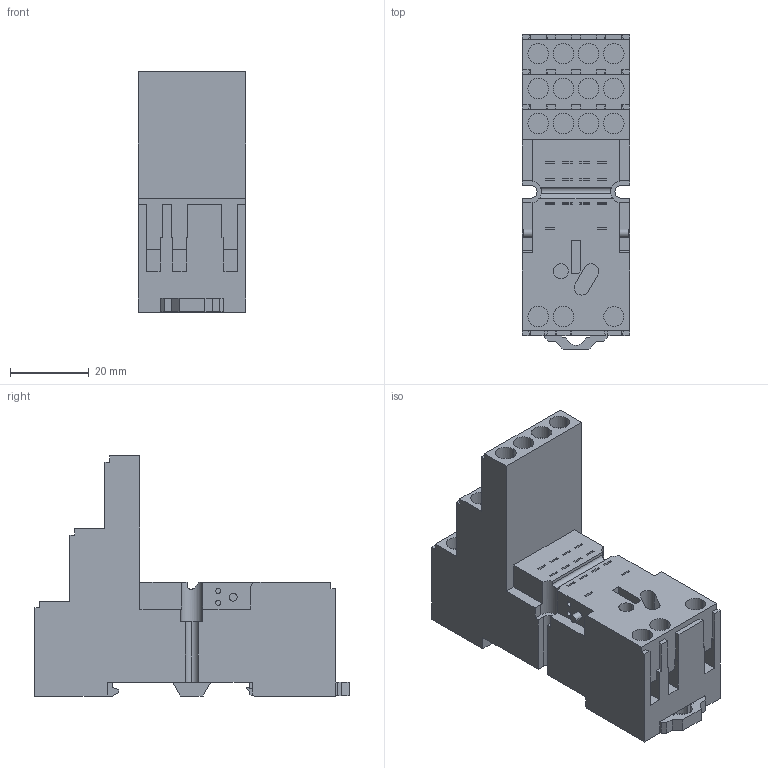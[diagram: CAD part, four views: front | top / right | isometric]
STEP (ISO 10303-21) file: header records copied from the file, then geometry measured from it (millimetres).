
FILE_DESCRIPTION(('CATIA V5R24 STEP','CAx-IF Rec.Pracs.--- Model Styling and Organization---1.2---2011-12-15'),'2;1');
FILE_NAME ('6733282_9', '2018-01-22T13:19:15+00:00', ('Weidmueller Interface'), ('Weidmueller'), 'CATIA Version 5-6 Release 2014 SP4', 'CATIA V5 STEP AP214', 'none');
FILE_SCHEMA(('AUTOMOTIVE_DESIGN { 1 0 10303 214 1 1 1 1 }'));
Length unit declared in the file: millimetre
Products named in the file (1): 7760056263
Bounding box: 27.2 x 79.85 x 61 mm (x, y, z)
Volume: 59637.2 mm3; surface area: 18658.7 mm2
Topology: 2 solids, 2 shells, 397 faces, 1118 edges, 765 vertices
Faces by surface type: plane 343, cylinder 54
Entity records: 11999 total; most frequent: ORIENTED_EDGE 2236, CARTESIAN_POINT 2138, DIRECTION 1453, EDGE_CURVE 1118, VECTOR 962, LINE 962, VERTEX_POINT 765, EDGE_LOOP 439
